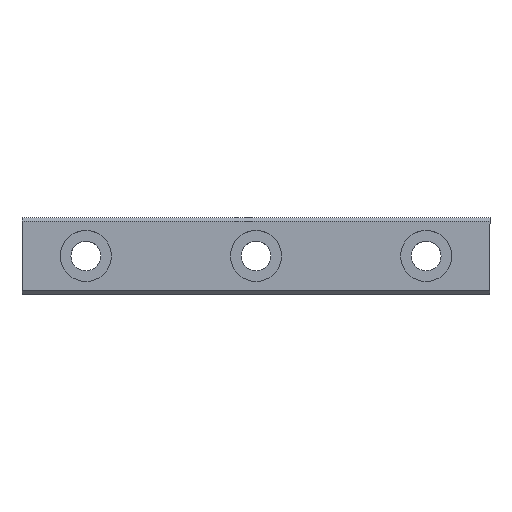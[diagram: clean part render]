
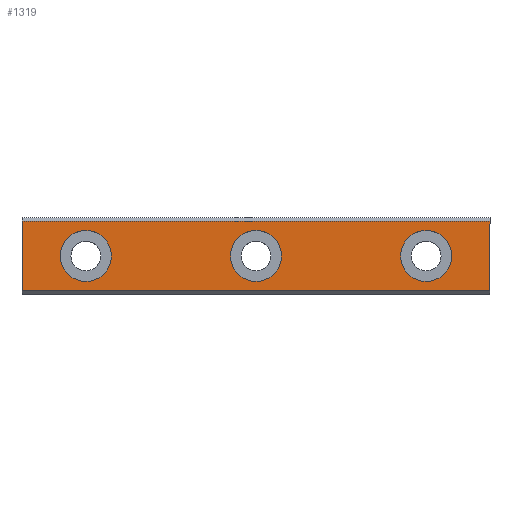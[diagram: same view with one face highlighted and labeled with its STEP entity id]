
A CAD part, top view. The second image highlights one B-rep face of the part: STEP entity #1319.
In plain terms, the highlighted planar face has unit normal (0, 0, 1).
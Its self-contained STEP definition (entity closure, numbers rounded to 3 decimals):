
#2 = FACE_BOUND ( 'NONE', #126, .T. ) ;
#18 = CARTESIAN_POINT ( 'NONE',  ( 17., 0., 6.5 ) ) ;
#22 = EDGE_CURVE ( 'NONE', #802, #982, #76, .T. ) ;
#23 = DIRECTION ( 'NONE',  ( 1., 0., 0. ) ) ;
#25 = VERTEX_POINT ( 'NONE', #299 ) ;
#43 = CARTESIAN_POINT ( 'NONE',  ( -7.5, -4.1, 6.5 ) ) ;
#51 = CARTESIAN_POINT ( 'NONE',  ( 40., 0., 6.5 ) ) ;
#54 = CARTESIAN_POINT ( 'NONE',  ( 20., 0., 6.5 ) ) ;
#60 = ORIENTED_EDGE ( 'NONE', *, *, #99, .T. ) ;
#76 = CIRCLE ( 'NONE', #1035, 3. ) ;
#96 = CARTESIAN_POINT ( 'NONE',  ( 40., 0., 6.5 ) ) ;
#99 = EDGE_CURVE ( 'NONE', #982, #802, #744, .T. ) ;
#126 = EDGE_LOOP ( 'NONE', ( #1044, #1389 ) ) ;
#140 = EDGE_LOOP ( 'NONE', ( #246, #60 ) ) ;
#143 = DIRECTION ( 'NONE',  ( 0., 0., -1. ) ) ;
#152 = CARTESIAN_POINT ( 'NONE',  ( 47.5, -4.1, 6.5 ) ) ;
#246 = ORIENTED_EDGE ( 'NONE', *, *, #22, .T. ) ;
#265 = VERTEX_POINT ( 'NONE', #1378 ) ;
#268 = CARTESIAN_POINT ( 'NONE',  ( 0., 0., 6.5 ) ) ;
#289 = FACE_BOUND ( 'NONE', #140, .T. ) ;
#290 = DIRECTION ( 'NONE',  ( 0., 0., -1. ) ) ;
#291 = EDGE_CURVE ( 'NONE', #898, #265, #815, .T. ) ;
#296 = DIRECTION ( 'NONE',  ( 0., -1., 0. ) ) ;
#299 = CARTESIAN_POINT ( 'NONE',  ( 47.5, 4.1, 6.5 ) ) ;
#307 = CIRCLE ( 'NONE', #1222, 3. ) ;
#331 = CARTESIAN_POINT ( 'NONE',  ( -7.5, 4.1, 6.5 ) ) ;
#334 = CARTESIAN_POINT ( 'NONE',  ( 47.5, -4.1, 6.5 ) ) ;
#335 = AXIS2_PLACEMENT_3D ( 'NONE', #592, #865, #1142 ) ;
#336 = DIRECTION ( 'NONE',  ( 1., 0., 0. ) ) ;
#360 = CIRCLE ( 'NONE', #817, 3. ) ;
#393 = CARTESIAN_POINT ( 'NONE',  ( 20., 0., 6.5 ) ) ;
#406 = VERTEX_POINT ( 'NONE', #152 ) ;
#417 = VERTEX_POINT ( 'NONE', #18 ) ;
#468 = DIRECTION ( 'NONE',  ( 1., 0., 0. ) ) ;
#473 = CIRCLE ( 'NONE', #1161, 3. ) ;
#489 = ORIENTED_EDGE ( 'NONE', *, *, #908, .T. ) ;
#491 = VERTEX_POINT ( 'NONE', #986 ) ;
#506 = VECTOR ( 'NONE', #296, 1000. ) ;
#555 = VERTEX_POINT ( 'NONE', #888 ) ;
#556 = FACE_BOUND ( 'NONE', #1244, .T. ) ;
#574 = DIRECTION ( 'NONE',  ( 0., 0., -1. ) ) ;
#579 = EDGE_CURVE ( 'NONE', #491, #25, #1291, .T. ) ;
#592 = CARTESIAN_POINT ( 'NONE',  ( -7.5, -4.1, 6.5 ) ) ;
#621 = DIRECTION ( 'NONE',  ( 0., 0., -1. ) ) ;
#648 = EDGE_CURVE ( 'NONE', #1560, #406, #1282, .T. ) ;
#721 = PLANE ( 'NONE',  #335 ) ;
#728 = VECTOR ( 'NONE', #468, 1000. ) ;
#744 = CIRCLE ( 'NONE', #1202, 3. ) ;
#802 = VERTEX_POINT ( 'NONE', #1096 ) ;
#815 = CIRCLE ( 'NONE', #1306, 3. ) ;
#817 = AXIS2_PLACEMENT_3D ( 'NONE', #393, #290, #1117 ) ;
#865 = DIRECTION ( 'NONE',  ( 0., 0., 1. ) ) ;
#888 = CARTESIAN_POINT ( 'NONE',  ( 23., 0., 6.5 ) ) ;
#898 = VERTEX_POINT ( 'NONE', #1646 ) ;
#901 = EDGE_CURVE ( 'NONE', #265, #898, #473, .T. ) ;
#908 = EDGE_CURVE ( 'NONE', #555, #417, #360, .T. ) ;
#957 = DIRECTION ( 'NONE',  ( 0., 0., -1. ) ) ;
#982 = VERTEX_POINT ( 'NONE', #1124 ) ;
#986 = CARTESIAN_POINT ( 'NONE',  ( -7.5, 4.1, 6.5 ) ) ;
#997 = CARTESIAN_POINT ( 'NONE',  ( -7.5, 4.1, 6.5 ) ) ;
#1007 = DIRECTION ( 'NONE',  ( 1., 0., 0. ) ) ;
#1025 = EDGE_CURVE ( 'NONE', #25, #406, #1261, .T. ) ;
#1035 = AXIS2_PLACEMENT_3D ( 'NONE', #51, #1426, #1007 ) ;
#1044 = ORIENTED_EDGE ( 'NONE', *, *, #901, .T. ) ;
#1096 = CARTESIAN_POINT ( 'NONE',  ( 37., 0., 6.5 ) ) ;
#1117 = DIRECTION ( 'NONE',  ( 1., 0., 0. ) ) ;
#1122 = LINE ( 'NONE', #331, #506 ) ;
#1124 = CARTESIAN_POINT ( 'NONE',  ( 43., 0., 6.5 ) ) ;
#1142 = DIRECTION ( 'NONE',  ( 0., -1., 0. ) ) ;
#1161 = AXIS2_PLACEMENT_3D ( 'NONE', #268, #957, #1526 ) ;
#1192 = VECTOR ( 'NONE', #336, 1000. ) ;
#1202 = AXIS2_PLACEMENT_3D ( 'NONE', #96, #621, #1586 ) ;
#1222 = AXIS2_PLACEMENT_3D ( 'NONE', #54, #574, #23 ) ;
#1244 = EDGE_LOOP ( 'NONE', ( #1327, #489 ) ) ;
#1247 = ORIENTED_EDGE ( 'NONE', *, *, #1340, .T. ) ;
#1261 = LINE ( 'NONE', #334, #1747 ) ;
#1282 = LINE ( 'NONE', #43, #1192 ) ;
#1291 = LINE ( 'NONE', #997, #728 ) ;
#1306 = AXIS2_PLACEMENT_3D ( 'NONE', #1517, #143, #1638 ) ;
#1319 = ADVANCED_FACE ( 'NONE', ( #1524, #2, #556, #289 ), #721, .T. ) ;
#1327 = ORIENTED_EDGE ( 'NONE', *, *, #1429, .T. ) ;
#1340 = EDGE_CURVE ( 'NONE', #491, #1560, #1122, .T. ) ;
#1346 = ORIENTED_EDGE ( 'NONE', *, *, #1025, .F. ) ;
#1378 = CARTESIAN_POINT ( 'NONE',  ( -3., 0., 6.5 ) ) ;
#1389 = ORIENTED_EDGE ( 'NONE', *, *, #291, .T. ) ;
#1426 = DIRECTION ( 'NONE',  ( 0., 0., -1. ) ) ;
#1429 = EDGE_CURVE ( 'NONE', #417, #555, #307, .T. ) ;
#1517 = CARTESIAN_POINT ( 'NONE',  ( 0., 0., 6.5 ) ) ;
#1524 = FACE_OUTER_BOUND ( 'NONE', #1792, .T. ) ;
#1526 = DIRECTION ( 'NONE',  ( 1., 0., 0. ) ) ;
#1560 = VERTEX_POINT ( 'NONE', #1695 ) ;
#1570 = ORIENTED_EDGE ( 'NONE', *, *, #579, .F. ) ;
#1586 = DIRECTION ( 'NONE',  ( 1., 0., 0. ) ) ;
#1595 = ORIENTED_EDGE ( 'NONE', *, *, #648, .T. ) ;
#1638 = DIRECTION ( 'NONE',  ( 1., 0., 0. ) ) ;
#1646 = CARTESIAN_POINT ( 'NONE',  ( 3., 0., 6.5 ) ) ;
#1695 = CARTESIAN_POINT ( 'NONE',  ( -7.5, -4.1, 6.5 ) ) ;
#1715 = DIRECTION ( 'NONE',  ( 0., -1., 0. ) ) ;
#1747 = VECTOR ( 'NONE', #1715, 1000. ) ;
#1792 = EDGE_LOOP ( 'NONE', ( #1346, #1570, #1247, #1595 ) ) ;
